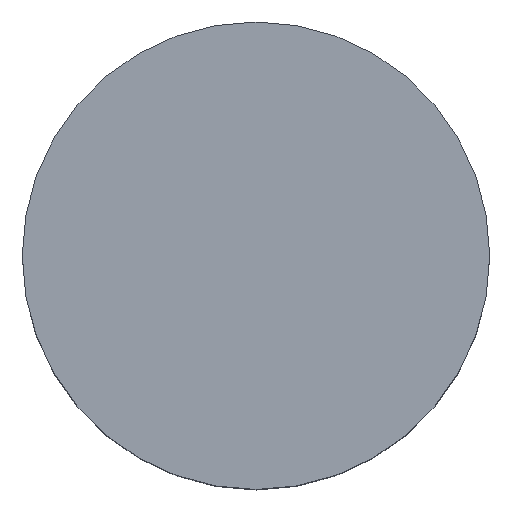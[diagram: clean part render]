
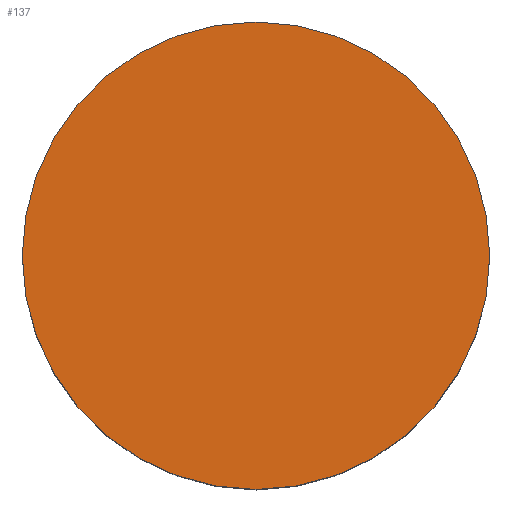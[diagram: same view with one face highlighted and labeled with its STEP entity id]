
A CAD part, top view. The second image highlights one B-rep face of the part: STEP entity #137.
In plain terms, the highlighted planar face has unit normal (0, 0, 1).
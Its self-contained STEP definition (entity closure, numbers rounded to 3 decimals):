
#3 = VERTEX_POINT ( 'NONE', #186 ) ;
#11 = VERTEX_POINT ( 'NONE', #55 ) ;
#17 = EDGE_CURVE ( 'NONE', #11, #3, #43, .T. ) ;
#39 = DIRECTION ( 'NONE',  ( 0., -1., 0. ) ) ;
#40 = DIRECTION ( 'NONE',  ( 0., 0., 1. ) ) ;
#41 = CARTESIAN_POINT ( 'NONE',  ( 0., 0., 15.5 ) ) ;
#42 = AXIS2_PLACEMENT_3D ( 'NONE', #41, #40, #39 ) ;
#43 = CIRCLE ( 'NONE', #42, 25. ) ;
#55 = CARTESIAN_POINT ( 'NONE',  ( 0., -25., 15.5 ) ) ;
#76 = EDGE_CURVE ( 'NONE', #3, #11, #174, .T. ) ;
#77 = EDGE_LOOP ( 'NONE', ( #138, #139 ) ) ;
#137 = ADVANCED_FACE ( 'NONE', ( #239 ), #238, .F. ) ;
#138 = ORIENTED_EDGE ( 'NONE', *, *, #17, .T. ) ;
#139 = ORIENTED_EDGE ( 'NONE', *, *, #76, .T. ) ;
#170 = DIRECTION ( 'NONE',  ( 0., -1., 0. ) ) ;
#171 = DIRECTION ( 'NONE',  ( 0., 0., 1. ) ) ;
#172 = CARTESIAN_POINT ( 'NONE',  ( 0., 0., 15.5 ) ) ;
#173 = AXIS2_PLACEMENT_3D ( 'NONE', #172, #171, #170 ) ;
#174 = CIRCLE ( 'NONE', #173, 25. ) ;
#186 = CARTESIAN_POINT ( 'NONE',  ( 0., 25., 15.5 ) ) ;
#193 = DIRECTION ( 'NONE',  ( 0., 1., 0. ) ) ;
#194 = DIRECTION ( 'NONE',  ( 0., 0., -1. ) ) ;
#195 = AXIS2_PLACEMENT_3D ( 'NONE', #237, #194, #193 ) ;
#237 = CARTESIAN_POINT ( 'NONE',  ( 0., 0., 15.5 ) ) ;
#238 = PLANE ( 'NONE',  #195 ) ;
#239 = FACE_OUTER_BOUND ( 'NONE', #77, .T. ) ;
